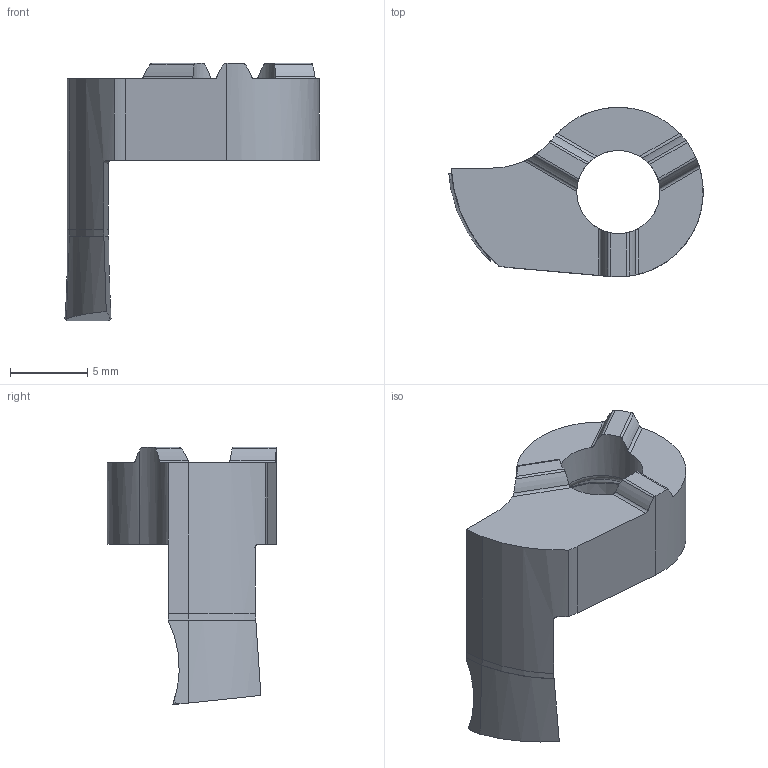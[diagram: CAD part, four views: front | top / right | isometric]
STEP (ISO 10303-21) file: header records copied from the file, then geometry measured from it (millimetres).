
FILE_DESCRIPTION(/* description */ (''),/* implementation_level */ '2;1');
FILE_NAME(/* name */ '1589363435413.stp',/* time_stamp */ '2020-05-13T15:20:53+06:00',/* author */ (''),/* organization */ ('SMS'),/* preprocessor_version */ 'ST-DEVELOPER v16.7',/* originating_system */ 'SIEMENS PLM Software NX 12.0',/* authorisation */ '');
FILE_SCHEMA (('AUTOMOTIVE_DESIGN { 1 0 10303 214 3 1 1 1 }'));
Length unit declared in the file: millimetre
Products named in the file (1): 202722872mod000_00
Bounding box: 16.49 x 11 x 16.7 mm (x, y, z)
Volume: 635.9 mm3; surface area: 727.8 mm2
Topology: 2 solids, 2 shells, 52 faces, 143 edges, 97 vertices
Faces by surface type: cylinder 29, plane 18, cone 2, torus 2, bspline 1
Full cylindrical faces by diameter (mm): 5.4 x1
Entity records: 1956 total; most frequent: CARTESIAN_POINT 689, ORIENTED_EDGE 272, DIRECTION 218, EDGE_CURVE 136, VERTEX_POINT 92, AXIS2_PLACEMENT_3D 81, EDGE_LOOP 58, LINE 56
